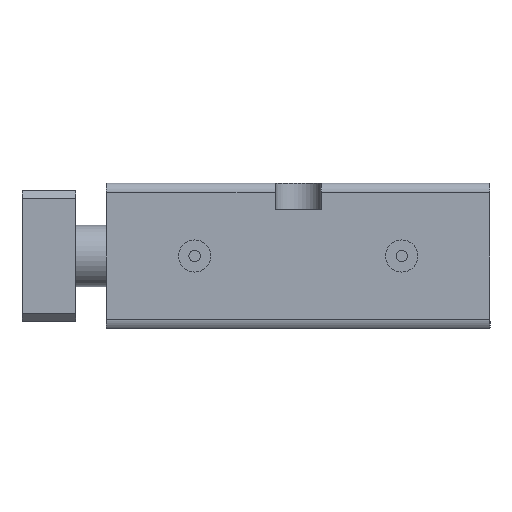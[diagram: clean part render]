
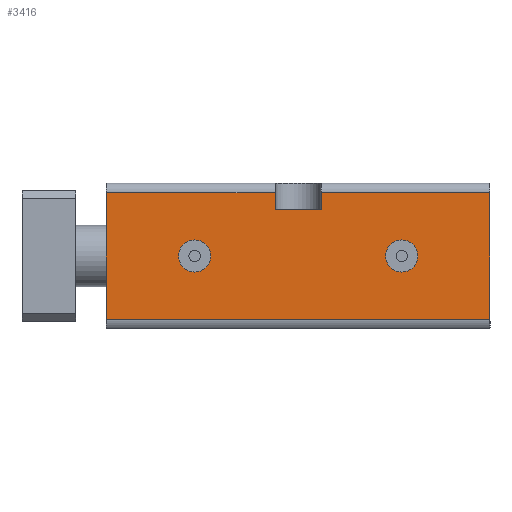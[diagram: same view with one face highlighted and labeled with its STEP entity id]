
A CAD part, front view. The second image highlights one B-rep face of the part: STEP entity #3416.
In plain terms, the highlighted planar face has unit normal (0, -1, 0).
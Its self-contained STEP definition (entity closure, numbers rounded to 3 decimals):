
#1768=CARTESIAN_POINT('',(50.,-23.,8.25));
#1769=VERTEX_POINT('Vertex107',#1768);
#1777=CARTESIAN_POINT('',(50.,-23.,-8.25));
#1778=VERTEX_POINT('Vertex108',#1777);
#1779=CARTESIAN_POINT('',(50.,-23.,0.));
#1780=DIRECTION('',(0.,0.,1.));
#1781=VECTOR('',#1780,1.);
#1782=LINE('nurbsCrv142',#1779,#1781);
#1783=EDGE_CURVE('Edge142',#1778,#1769,#1782,.T.);
#2090=CARTESIAN_POINT('',(36.4,-23.,0.));
#2091=VERTEX_POINT('Vertex135',#2090);
#2092=CARTESIAN_POINT('',(38.5,-23.,
0.));
#2093=DIRECTION('',(0.,1.,0.));
#2094=DIRECTION('',(-1.,0.,0.));
#2095=AXIS2_PLACEMENT_3D('',#2092,#2093,#2094);
#2096=CIRCLE('nurbsCrv171',#2095,2.1);
#2097=EDGE_CURVE('Edge171',#2091,#2091,#2096,.T.);
#2110=CARTESIAN_POINT('',(9.4,-23.,0.));
#2111=VERTEX_POINT('Vertex136',#2110);
#2112=CARTESIAN_POINT('',(11.5,-23.,0.));
#2113=DIRECTION('',(0.,1.,0.));
#2114=DIRECTION('',(-1.,0.,0.));
#2115=AXIS2_PLACEMENT_3D('',#2112,#2113,#2114);
#2116=CIRCLE('nurbsCrv172',#2115,2.1);
#2117=EDGE_CURVE('Edge172',#2111,#2111,#2116,.T.);
#2265=CARTESIAN_POINT('',(28.,-23.,8.25));
#2266=VERTEX_POINT('Vertex145',#2265);
#2274=CARTESIAN_POINT('',(39.,-23.,8.25)
);
#2275=DIRECTION('',(1.,0.,0.));
#2276=VECTOR('',#2275,1.);
#2277=LINE('nurbsCrv182',#2274,#2276);
#2278=EDGE_CURVE('Edge182',#2266,#1769,#2277,.T.);
#2361=CARTESIAN_POINT('',(28.,-23.,6.));
#2362=VERTEX_POINT('Vertex154',#2361);
#2369=CARTESIAN_POINT('',(28.,-23.,7.125));
#2370=DIRECTION('',(0.,0.,-1.));
#2371=VECTOR('',#2370,1.);
#2372=LINE('nurbsCrv192',#2369,#2371);
#2373=EDGE_CURVE('Edge192',#2266,#2362,#2372,.T.);
#2383=CARTESIAN_POINT('',(22.,-23.,8.25));
#2384=VERTEX_POINT('Vertex156',#2383);
#2394=CARTESIAN_POINT('',(22.,-23.,6.));
#2395=VERTEX_POINT('Vertex157',#2394);
#2396=CARTESIAN_POINT('',(22.,-23.,7.125));
#2397=DIRECTION('',(0.,0.,1.));
#2398=VECTOR('',#2397,1.);
#2399=LINE('nurbsCrv194',#2396,#2398);
#2400=EDGE_CURVE('Edge194',#2395,#2384,#2399,.T.);
#2550=CARTESIAN_POINT('',(25.,-23.,6.));
#2551=DIRECTION('',(-1.,0.,0.));
#2552=VECTOR('',#2551,1.);
#2553=LINE('nurbsCrv208',#2550,#2552);
#2554=EDGE_CURVE('Edge208',#2362,#2395,#2553,.T.);
#3360=CARTESIAN_POINT('',(0.,-23.,8.25));
#3361=VERTEX_POINT('Vertex194',#3360);
#3369=CARTESIAN_POINT('',(11.,-23.,8.25));
#3370=DIRECTION('',(1.,0.,0.));
#3371=VECTOR('',#3370,1.);
#3372=LINE('nurbsCrv259',#3369,#3371);
#3373=EDGE_CURVE('Edge259',#3361,#2384,#3372,.T.);
#3383=ORIENTED_EDGE('Edgeuse447',*,*,#2373,.T.);
#3384=ORIENTED_EDGE('Edgeuse448',*,*,#2554,.T.);
#3385=ORIENTED_EDGE('Edgeuse449',*,*,#2400,.T.);
#3386=ORIENTED_EDGE('Edgeuse450',*,*,#3373,.F.);
#3387=CARTESIAN_POINT('',(0.,-23.,-8.25));
#3388=VERTEX_POINT('Vertex195',#3387);
#3389=CARTESIAN_POINT('',(0.,-23.,0.));
#3390=DIRECTION('',(0.,0.,-1.));
#3391=VECTOR('',#3390,1.);
#3392=LINE('nurbsCrv260',#3389,#3391);
#3393=EDGE_CURVE('Edge260',#3361,#3388,#3392,.T.);
#3394=ORIENTED_EDGE('Edgeuse451',*,*,#3393,.T.);
#3395=CARTESIAN_POINT('',(25.,-23.,-8.25));
#3396=DIRECTION('',(1.,0.,0.));
#3397=VECTOR('',#3396,1.);
#3398=LINE('nurbsCrv261',#3395,#3397);
#3399=EDGE_CURVE('Edge261',#3388,#1778,#3398,.T.);
#3400=ORIENTED_EDGE('Edgeuse452',*,*,#3399,.T.);
#3401=ORIENTED_EDGE('Edgeuse453',*,*,#1783,.T.);
#3402=ORIENTED_EDGE('Edgeuse454',*,*,#2278,.F.);
#3403=EDGE_LOOP('',(#3383,#3384,#3385,#3386,#3394,#3400,#3401,#3402));
#3404=FACE_OUTER_BOUND('',#3403,.T.);
#3405=ORIENTED_EDGE('Edgeuse445',*,*,#2097,.T.);
#3406=EDGE_LOOP('',(#3405));
#3407=FACE_BOUND('',#3406,.T.);
#3408=ORIENTED_EDGE('Edgeuse446',*,*,#2117,.T.);
#3409=EDGE_LOOP('',(#3408));
#3410=FACE_BOUND('',#3409,.T.);
#3411=CARTESIAN_POINT('',(25.,-23.,0.));
#3412=DIRECTION('',(0.,-1.,0.));
#3413=DIRECTION('',(0.,0.,-1.));
#3414=AXIS2_PLACEMENT_3D('',#3411,#3412,#3413);
#3415=PLANE('nurbsSrf102',#3414);
#3416=ADVANCED_FACE('Face102',(#3404,#3407,#3410),#3415,.T.);
